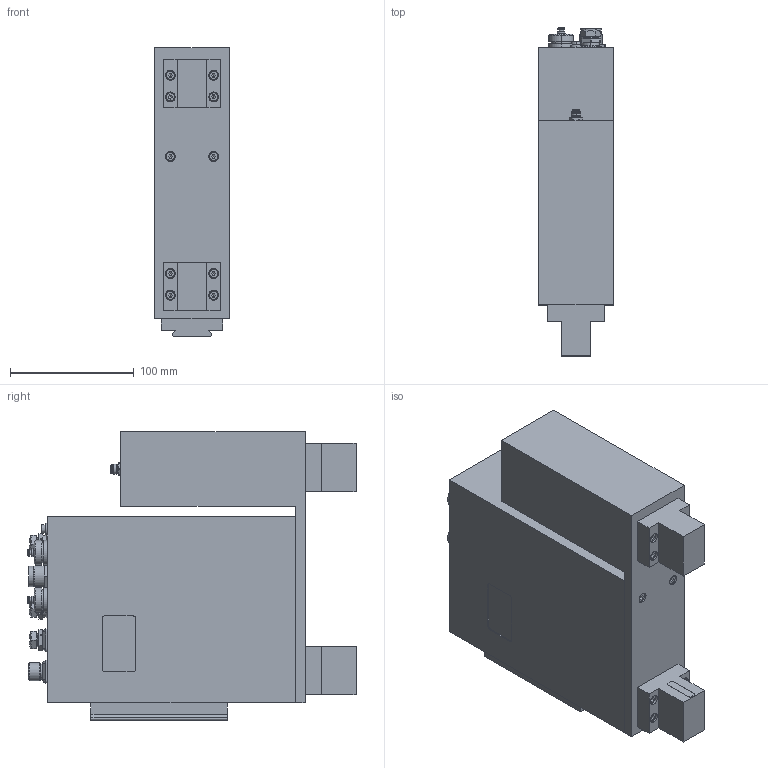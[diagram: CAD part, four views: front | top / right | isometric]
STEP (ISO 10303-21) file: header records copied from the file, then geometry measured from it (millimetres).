
FILE_DESCRIPTION (( 'STEP AP214' ), '1' );
FILE_NAME ('CHB-C-N-L.step', '2016-01-29T16:33:55', ( '' ), ( '' ), 'SwSTEP 2.0', 'SolidWorks 2013', '' );
FILE_SCHEMA (( 'AUTOMOTIVE_DESIGN' ));
Length unit declared in the file: millimetre
Products named in the file (7): XL-Modifikation^CHB-C-N-L; Abdeckkappe-Can-bus^CHB-C-N-L; Verschlussschraube^CHB-C-N-L; Abdeckkappe rund^CHB-C-N-L; Halter^CHB-C-N-L; Gehauese^CHB-C-N-L; CHB-C-N-L
Assembly tree (10 placements, depth 2):
  CHB-C-N-L
    Gehauese^CHB-C-N-L
    Halter^CHB-C-N-L
    Abdeckkappe rund^CHB-C-N-L  x3
    Verschlussschraube^CHB-C-N-L  x3
    Abdeckkappe-Can-bus^CHB-C-N-L
    XL-Modifikation^CHB-C-N-L
Bounding box: 60 x 264.9 x 232.6 mm (x, y, z)
Volume: 2594595.5 mm3; surface area: 218934 mm2
Topology: 10 solids, 10 shells, 1379 faces, 3201 edges, 2013 vertices
Faces by surface type: plane 644, cylinder 515, cone 140, bspline 52, torus 28
Entity records: 36036 total; most frequent: CARTESIAN_POINT 6674, DIRECTION 6210, ORIENTED_EDGE 5482, EDGE_CURVE 2741, AXIS2_PLACEMENT_3D 2359, VERTEX_POINT 1743, LINE 1492, VECTOR 1492
